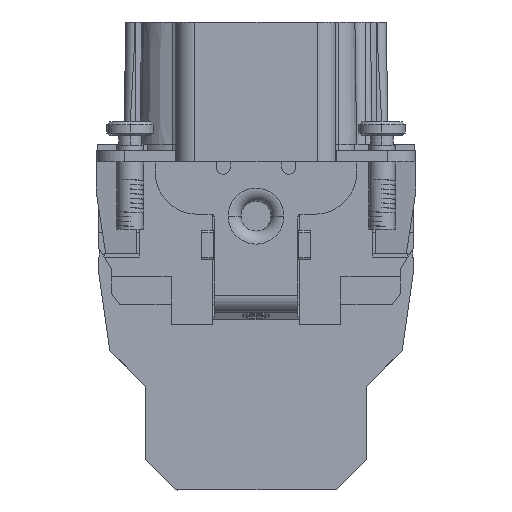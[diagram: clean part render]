
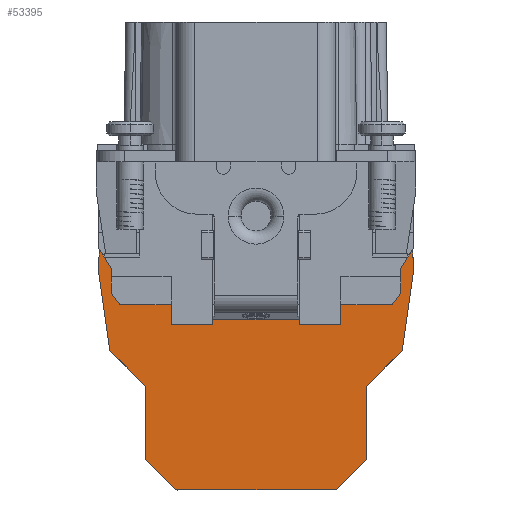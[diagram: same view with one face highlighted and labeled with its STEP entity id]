
A CAD part, front view. The second image highlights one B-rep face of the part: STEP entity #53395.
In plain terms, the highlighted planar face has unit normal (0, -1, 0).
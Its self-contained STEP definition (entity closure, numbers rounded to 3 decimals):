
#8378=DIRECTION('',(0.53,0.,-0.848));
#8379=VECTOR('',#8378,2.451);
#8380=CARTESIAN_POINT('',(-16.8,25.295,
-11.221));
#8381=LINE('',#8380,#8379);
#8390=DIRECTION('',(-0.033,0.,0.999));
#8391=VECTOR('',#8390,2.395);
#8392=CARTESIAN_POINT('',(16.876,25.295,-13.617));
#8393=LINE('',#8392,#8391);
#8394=DIRECTION('',(0.14,0.,0.99));
#8395=VECTOR('',#8394,8.588);
#8396=CARTESIAN_POINT('',(15.67,25.295,-22.12));
#8397=LINE('',#8396,#8395);
#8398=DIRECTION('',(0.708,0.,0.706));
#8399=VECTOR('',#8398,5.431);
#8400=CARTESIAN_POINT('',(11.825,25.295,-25.955));
#8401=LINE('',#8400,#8399);
#8402=DIRECTION('',(0.,0.,1.));
#8403=VECTOR('',#8402,7.845);
#8404=CARTESIAN_POINT('',(11.825,25.295,-33.8));
#8405=LINE('',#8404,#8403);
#8406=DIRECTION('',(0.706,0.,0.709));
#8407=VECTOR('',#8406,4.393);
#8408=CARTESIAN_POINT('',(8.726,25.295,-36.913));
#8409=LINE('',#8408,#8407);
#8410=CARTESIAN_POINT('',(8.371,25.295,-36.56));
#8411=DIRECTION('',(0.,-1.,0.));
#8412=DIRECTION('',(0.,0.,-1.));
#8413=AXIS2_PLACEMENT_3D('',#8410,#8411,#8412);
#8415=DIRECTION('',(1.,0.,0.));
#8416=VECTOR('',#8415,16.744);
#8417=CARTESIAN_POINT('',(-8.373,25.295,
-37.061));
#8418=LINE('',#8417,#8416);
#8419=CARTESIAN_POINT('',(-8.373,25.295,-36.561));
#8420=DIRECTION('',(0.,-1.,0.));
#8421=DIRECTION('',(-0.709,0.,-0.706));
#8422=AXIS2_PLACEMENT_3D('',#8419,#8420,#8421);
#8424=DIRECTION('',(0.706,0.,-0.709));
#8425=VECTOR('',#8424,4.394);
#8426=CARTESIAN_POINT('',(-11.828,25.295,-33.8));
#8427=LINE('',#8426,#8425);
#8428=DIRECTION('',(0.,0.,-1.));
#8429=VECTOR('',#8428,7.845);
#8430=CARTESIAN_POINT('',(-11.828,25.295,-25.955));
#8431=LINE('',#8430,#8429);
#8432=DIRECTION('',(0.708,0.,-0.706));
#8433=VECTOR('',#8432,5.431);
#8434=CARTESIAN_POINT('',(-15.673,25.295,-22.12));
#8435=LINE('',#8434,#8433);
#8436=DIRECTION('',(0.14,0.,-0.99));
#8437=VECTOR('',#8436,8.588);
#8438=CARTESIAN_POINT('',(-16.879,25.295,-13.617));
#8439=LINE('',#8438,#8437);
#8440=DIRECTION('',(-0.033,0.,-0.999));
#8441=VECTOR('',#8440,2.397);
#8442=CARTESIAN_POINT('',(-16.8,25.295,
-11.221));
#8443=LINE('',#8442,#8441);
#8444=DIRECTION('',(0.,0.,-1.));
#8445=VECTOR('',#8444,2.7);
#8446=CARTESIAN_POINT('',(-15.501,25.295,-13.3));
#8447=LINE('',#8446,#8445);
#8492=DIRECTION('',(-1.,0.,0.));
#8493=VECTOR('',#8492,2.);
#8494=CARTESIAN_POINT('',(14.599,25.295,-17.2));
#8495=LINE('',#8494,#8493);
#8500=DIRECTION('',(-1.,0.,0.));
#8501=VECTOR('',#8500,25.);
#8502=CARTESIAN_POINT('',(10.399,25.295,-17.2));
#8503=LINE('',#8502,#8501);
#8516=DIRECTION('',(0.,0.,1.));
#8517=VECTOR('',#8516,8.4);
#8518=CARTESIAN_POINT('',(12.599,25.295,-17.2));
#8519=LINE('',#8518,#8517);
#8524=CARTESIAN_POINT('',(11.499,25.295,-8.8));
#8525=DIRECTION('',(0.,1.,0.));
#8526=DIRECTION('',(-1.,0.,0.));
#8527=AXIS2_PLACEMENT_3D('',#8524,#8525,#8526);
#8537=DIRECTION('',(0.,0.,1.));
#8538=VECTOR('',#8537,8.4);
#8539=CARTESIAN_POINT('',(10.399,25.295,-17.2));
#8540=LINE('',#8539,#8538);
#8558=DIRECTION('',(0.6,0.,-0.8));
#8559=VECTOR('',#8558,1.5);
#8560=CARTESIAN_POINT('',(-15.501,25.295,-16.));
#8561=LINE('',#8560,#8559);
#9128=DIRECTION('',(0.,0.,-1.));
#9129=VECTOR('',#9128,2.7);
#9130=CARTESIAN_POINT('',(15.499,25.295,-13.3));
#9131=LINE('',#9130,#9129);
#9144=DIRECTION('',(-0.6,0.,-0.8));
#9145=VECTOR('',#9144,1.5);
#9146=CARTESIAN_POINT('',(15.499,25.295,-16.));
#9147=LINE('',#9146,#9145);
#9152=DIRECTION('',(-0.53,0.,-0.848));
#9153=VECTOR('',#9152,2.449);
#9154=CARTESIAN_POINT('',(16.797,25.295,-11.223));
#9155=LINE('',#9154,#9153);
#35534=CARTESIAN_POINT('',(8.371,25.295,
-37.06));
#35535=CARTESIAN_POINT('',(8.726,25.295,
-36.913));
#35536=VERTEX_POINT('',#35534);
#35537=VERTEX_POINT('',#35535);
#35538=CARTESIAN_POINT('',(11.825,25.295,-33.8));
#35539=VERTEX_POINT('',#35538);
#35540=CARTESIAN_POINT('',(11.825,25.295,-25.955));
#35541=VERTEX_POINT('',#35540);
#35542=CARTESIAN_POINT('',(15.67,25.295,-22.12));
#35543=VERTEX_POINT('',#35542);
#35544=CARTESIAN_POINT('',(16.876,25.295,-13.617));
#35545=VERTEX_POINT('',#35544);
#35546=CARTESIAN_POINT('',(-16.879,25.295,-13.617));
#35547=CARTESIAN_POINT('',(-15.673,25.295,-22.12));
#35548=VERTEX_POINT('',#35546);
#35549=VERTEX_POINT('',#35547);
#35550=CARTESIAN_POINT('',(-11.828,25.295,-25.955));
#35551=VERTEX_POINT('',#35550);
#35552=CARTESIAN_POINT('',(-11.828,25.295,-33.8));
#35553=VERTEX_POINT('',#35552);
#35554=CARTESIAN_POINT('',(-8.727,25.295,
-36.914));
#35555=VERTEX_POINT('',#35554);
#35556=CARTESIAN_POINT('',(-8.373,25.295,
-37.061));
#35557=VERTEX_POINT('',#35556);
#35586=CARTESIAN_POINT('',(16.797,25.295,
-11.223));
#35588=VERTEX_POINT('',#35586);
#35598=CARTESIAN_POINT('',(-16.8,25.295,
-11.221));
#35599=VERTEX_POINT('',#35598);
#35600=CARTESIAN_POINT('',(-15.501,25.295,-13.3));
#35601=VERTEX_POINT('',#35600);
#35602=CARTESIAN_POINT('',(-15.501,25.295,-16.));
#35603=VERTEX_POINT('',#35602);
#35604=CARTESIAN_POINT('',(14.599,25.295,-17.2));
#35605=CARTESIAN_POINT('',(12.599,25.295,-17.2));
#35606=VERTEX_POINT('',#35604);
#35607=VERTEX_POINT('',#35605);
#35608=CARTESIAN_POINT('',(10.399,25.295,-17.2));
#35609=CARTESIAN_POINT('',(-14.601,25.295,-17.2));
#35610=VERTEX_POINT('',#35608);
#35611=VERTEX_POINT('',#35609);
#35612=CARTESIAN_POINT('',(10.399,25.295,
-8.8));
#35613=VERTEX_POINT('',#35612);
#35614=CARTESIAN_POINT('',(12.599,25.295,-8.8));
#35615=VERTEX_POINT('',#35614);
#35616=CARTESIAN_POINT('',(15.499,25.295,-13.3));
#35617=CARTESIAN_POINT('',(15.499,25.295,-16.));
#35618=VERTEX_POINT('',#35616);
#35619=VERTEX_POINT('',#35617);
#53343=CARTESIAN_POINT('',(0.,25.295,0.));
#53344=DIRECTION('',(0.,-1.,0.));
#53345=DIRECTION('',(1.,0.,0.));
#53346=AXIS2_PLACEMENT_3D('',#53343,#53344,#53345);
#53347=PLANE('',#53346);
#53348=ORIENTED_EDGE('',*,*,#53331,.T.);
#53350=ORIENTED_EDGE('',*,*,#53349,.T.);
#53352=ORIENTED_EDGE('',*,*,#53351,.T.);
#53354=ORIENTED_EDGE('',*,*,#53353,.F.);
#53356=ORIENTED_EDGE('',*,*,#53355,.T.);
#53358=ORIENTED_EDGE('',*,*,#53357,.T.);
#53360=ORIENTED_EDGE('',*,*,#53359,.F.);
#53362=ORIENTED_EDGE('',*,*,#53361,.F.);
#53364=ORIENTED_EDGE('',*,*,#53363,.F.);
#53366=ORIENTED_EDGE('',*,*,#53365,.F.);
#53368=ORIENTED_EDGE('',*,*,#53367,.F.);
#53369=ORIENTED_EDGE('',*,*,#50145,.F.);
#53370=ORIENTED_EDGE('',*,*,#50221,.F.);
#53372=ORIENTED_EDGE('',*,*,#53371,.F.);
#53374=ORIENTED_EDGE('',*,*,#53373,.F.);
#53376=ORIENTED_EDGE('',*,*,#53375,.F.);
#53378=ORIENTED_EDGE('',*,*,#53377,.F.);
#53380=ORIENTED_EDGE('',*,*,#53379,.F.);
#53382=ORIENTED_EDGE('',*,*,#53381,.F.);
#53384=ORIENTED_EDGE('',*,*,#53383,.F.);
#53386=ORIENTED_EDGE('',*,*,#53385,.F.);
#53388=ORIENTED_EDGE('',*,*,#53387,.F.);
#53390=ORIENTED_EDGE('',*,*,#53389,.F.);
#53392=ORIENTED_EDGE('',*,*,#53391,.F.);
#53393=EDGE_LOOP('',(#53348,#53350,#53352,#53354,#53356,#53358,#53360,#53362,
#53364,#53366,#53368,#53369,#53370,#53372,#53374,#53376,#53378,#53380,#53382,
#53384,#53386,#53388,#53390,#53392));
#53394=FACE_OUTER_BOUND('',#53393,.F.);
#53395=ADVANCED_FACE('',(#53394),#53347,.T.);
#8414=CIRCLE('',#8413,0.5);
#8423=CIRCLE('',#8422,0.5);
#8528=CIRCLE('',#8527,1.1);
#50145=EDGE_CURVE('',#35545,#35588,#8393,.T.);
#50221=EDGE_CURVE('',#35543,#35545,#8397,.T.);
#53331=EDGE_CURVE('',#35599,#35601,#8381,.T.);
#53349=EDGE_CURVE('',#35601,#35603,#8447,.T.);
#53351=EDGE_CURVE('',#35603,#35611,#8561,.T.);
#53353=EDGE_CURVE('',#35610,#35611,#8503,.T.);
#53355=EDGE_CURVE('',#35610,#35613,#8540,.T.);
#53357=EDGE_CURVE('',#35613,#35615,#8528,.T.);
#53359=EDGE_CURVE('',#35607,#35615,#8519,.T.);
#53361=EDGE_CURVE('',#35606,#35607,#8495,.T.);
#53363=EDGE_CURVE('',#35619,#35606,#9147,.T.);
#53365=EDGE_CURVE('',#35618,#35619,#9131,.T.);
#53367=EDGE_CURVE('',#35588,#35618,#9155,.T.);
#53371=EDGE_CURVE('',#35541,#35543,#8401,.T.);
#53373=EDGE_CURVE('',#35539,#35541,#8405,.T.);
#53375=EDGE_CURVE('',#35537,#35539,#8409,.T.);
#53377=EDGE_CURVE('',#35536,#35537,#8414,.T.);
#53379=EDGE_CURVE('',#35557,#35536,#8418,.T.);
#53381=EDGE_CURVE('',#35555,#35557,#8423,.T.);
#53383=EDGE_CURVE('',#35553,#35555,#8427,.T.);
#53385=EDGE_CURVE('',#35551,#35553,#8431,.T.);
#53387=EDGE_CURVE('',#35549,#35551,#8435,.T.);
#53389=EDGE_CURVE('',#35548,#35549,#8439,.T.);
#53391=EDGE_CURVE('',#35599,#35548,#8443,.T.);
